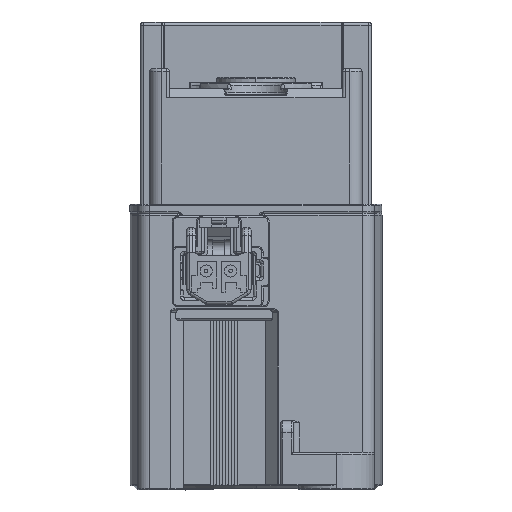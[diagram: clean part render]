
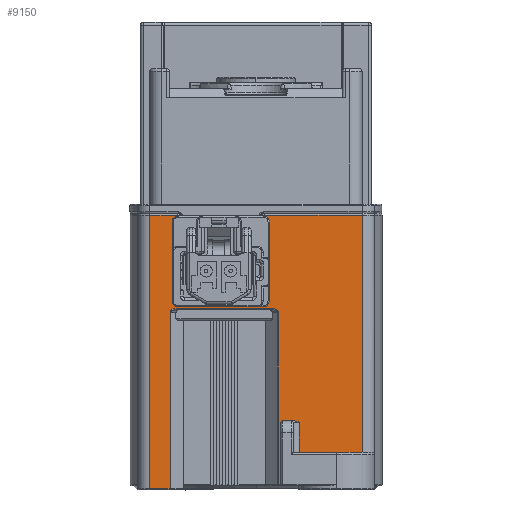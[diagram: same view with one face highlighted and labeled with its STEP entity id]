
A CAD part, left-side view. The second image highlights one B-rep face of the part: STEP entity #9150.
In plain terms, the highlighted planar face has unit normal (-1, 0, 0).
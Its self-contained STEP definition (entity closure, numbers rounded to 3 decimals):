
#1840=CARTESIAN_POINT('',(-25.898,12.967,44.1));
#1841=DIRECTION('',(-1.,0.,0.));
#1842=DIRECTION('',(0.,-1.,0.));
#1843=AXIS2_PLACEMENT_3D('',#1840,#1841,#1842);
#1845=CARTESIAN_POINT('',(-25.898,-1.433,44.1));
#1846=DIRECTION('',(-1.,0.,0.));
#1847=DIRECTION('',(0.,0.,1.));
#1848=AXIS2_PLACEMENT_3D('',#1845,#1846,#1847);
#1850=DIRECTION('',(0.,-1.,0.));
#1851=VECTOR('',#1850,10.4);
#1852=CARTESIAN_POINT('',(-25.898,-7.133,5.2));
#1853=LINE('',#1852,#1851);
#1854=CARTESIAN_POINT('',(-25.898,-6.302,10.4));
#1855=CARTESIAN_POINT('',(-25.898,-6.39,10.4));
#1856=CARTESIAN_POINT('',(-25.898,-6.568,
10.369));
#1857=CARTESIAN_POINT('',(-25.898,-6.846,
10.257));
#1858=CARTESIAN_POINT('',(-25.898,-7.034,
10.154));
#1859=CARTESIAN_POINT('',(-25.898,-7.133,10.1));
#1861=DIRECTION('',(0.,-1.,0.));
#1862=VECTOR('',#1861,1.869);
#1863=CARTESIAN_POINT('',(-25.898,-4.433,10.4));
#1864=LINE('',#1863,#1862);
#1865=CARTESIAN_POINT('',(-25.898,-4.433,10.1));
#1866=DIRECTION('',(1.,0.,0.));
#1867=DIRECTION('',(0.,1.,0.));
#1868=AXIS2_PLACEMENT_3D('',#1865,#1866,#1867);
#1870=DIRECTION('',(0.,0.,1.));
#1871=VECTOR('',#1870,10.2);
#1872=CARTESIAN_POINT('',(-25.898,-4.133,-0.1));
#1873=LINE('',#1872,#1871);
#1874=CARTESIAN_POINT('',(-25.898,14.15,28.2));
#1875=CARTESIAN_POINT('',(-25.898,14.159,28.245));
#1876=CARTESIAN_POINT('',(-25.898,14.149,28.341));
#1877=CARTESIAN_POINT('',(-25.898,13.986,28.607));
#1878=CARTESIAN_POINT('',(-25.898,13.877,28.689));
#1879=CARTESIAN_POINT('',(-25.898,13.653,28.816));
#1880=CARTESIAN_POINT('',(-25.898,13.452,28.877));
#1881=CARTESIAN_POINT('',(-25.898,13.263,28.897));
#1882=CARTESIAN_POINT('',(-25.898,13.16,28.9));
#1884=DIRECTION('',(0.,1.,0.));
#1885=VECTOR('',#1884,3.317);
#1886=CARTESIAN_POINT('',(-25.898,14.15,-0.8));
#1887=LINE('',#1886,#1885);
#2122=DIRECTION('',(0.,0.,-1.));
#2123=VECTOR('',#2122,29.);
#2124=CARTESIAN_POINT('',(-25.898,14.15,28.2));
#2125=LINE('',#2124,#2123);
#2141=DIRECTION('',(0.,1.,0.));
#2142=VECTOR('',#2141,15.886);
#2143=CARTESIAN_POINT('',(-25.898,-2.726,28.9));
#2144=LINE('',#2143,#2142);
#2154=CARTESIAN_POINT('',(-25.898,-3.716,28.2));
#2155=CARTESIAN_POINT('',(-25.898,-3.72,
28.256));
#2156=CARTESIAN_POINT('',(-25.898,-3.704,
28.369));
#2157=CARTESIAN_POINT('',(-25.898,-3.548,
28.608));
#2158=CARTESIAN_POINT('',(-25.898,-3.419,
28.705));
#2159=CARTESIAN_POINT('',(-25.898,-3.209,
28.822));
#2160=CARTESIAN_POINT('',(-25.898,-2.95,
28.889));
#2161=CARTESIAN_POINT('',(-25.898,-2.8,
28.902));
#2162=CARTESIAN_POINT('',(-25.898,-2.726,28.9));
#2169=DIRECTION('',(0.,0.,1.));
#2170=VECTOR('',#2169,28.3);
#2171=CARTESIAN_POINT('',(-25.898,-3.716,-0.1));
#2172=LINE('',#2171,#2170);
#2192=DIRECTION('',(0.,1.,0.));
#2193=VECTOR('',#2192,0.417);
#2194=CARTESIAN_POINT('',(-25.898,-4.133,-0.1));
#2195=LINE('',#2194,#2193);
#3240=DIRECTION('',(0.,0.,1.));
#3241=VECTOR('',#3240,4.9);
#3242=CARTESIAN_POINT('',(-25.898,-7.133,5.2));
#3243=LINE('',#3242,#3241);
#3253=DIRECTION('',(0.,0.,-1.));
#3254=VECTOR('',#3253,39.1);
#3255=CARTESIAN_POINT('',(-25.898,-17.533,44.3));
#3256=LINE('',#3255,#3254);
#3280=DIRECTION('',(0.,-1.,0.));
#3281=VECTOR('',#3280,16.1);
#3282=CARTESIAN_POINT('',(-25.898,-1.433,44.3));
#3283=LINE('',#3282,#3281);
#3299=DIRECTION('',(0.,0.,1.));
#3300=VECTOR('',#3299,13.1);
#3301=CARTESIAN_POINT('',(-25.898,-1.233,31.));
#3302=LINE('',#3301,#3300);
#3316=DIRECTION('',(0.,-1.,0.));
#3317=VECTOR('',#3316,14.);
#3318=CARTESIAN_POINT('',(-25.898,12.767,31.));
#3319=LINE('',#3318,#3317);
#3337=DIRECTION('',(0.,0.,-1.));
#3338=VECTOR('',#3337,13.1);
#3339=CARTESIAN_POINT('',(-25.898,12.767,44.1));
#3340=LINE('',#3339,#3338);
#5893=DIRECTION('',(0.,-1.,0.));
#5894=VECTOR('',#5893,4.5);
#5895=CARTESIAN_POINT('',(-25.898,17.467,44.3));
#5896=LINE('',#5895,#5894);
#5920=DIRECTION('',(0.,0.,1.));
#5921=VECTOR('',#5920,45.1);
#5922=CARTESIAN_POINT('',(-25.898,17.467,-0.8));
#5923=LINE('',#5922,#5921);
#7664=CARTESIAN_POINT('',(-25.898,17.467,44.3));
#7665=VERTEX_POINT('',#7664);
#7666=CARTESIAN_POINT('',(-25.898,12.967,44.3));
#7667=VERTEX_POINT('',#7666);
#7672=CARTESIAN_POINT('',(-25.898,-17.533,44.3));
#7673=VERTEX_POINT('',#7672);
#7674=CARTESIAN_POINT('',(-25.898,-1.433,44.3));
#7675=VERTEX_POINT('',#7674);
#7762=CARTESIAN_POINT('',(-25.898,-4.133,-0.1));
#7763=VERTEX_POINT('',#7762);
#7764=CARTESIAN_POINT('',(-25.898,-3.716,-0.1));
#7765=VERTEX_POINT('',#7764);
#8003=CARTESIAN_POINT('',(-25.898,12.767,44.1));
#8004=VERTEX_POINT('',#8003);
#8005=CARTESIAN_POINT('',(-25.898,14.15,-0.8));
#8006=CARTESIAN_POINT('',(-25.898,17.467,-0.8));
#8007=VERTEX_POINT('',#8005);
#8008=VERTEX_POINT('',#8006);
#8009=CARTESIAN_POINT('',(-25.898,14.15,28.2));
#8010=VERTEX_POINT('',#8009);
#8011=VERTEX_POINT('',#1882);
#8012=CARTESIAN_POINT('',(-25.898,-2.726,28.9));
#8013=VERTEX_POINT('',#8012);
#8014=VERTEX_POINT('',#2154);
#8015=CARTESIAN_POINT('',(-25.898,-4.133,10.1));
#8016=VERTEX_POINT('',#8015);
#8017=CARTESIAN_POINT('',(-25.898,-4.433,10.4));
#8018=VERTEX_POINT('',#8017);
#8019=CARTESIAN_POINT('',(-25.898,-6.302,10.4));
#8020=VERTEX_POINT('',#8019);
#8021=VERTEX_POINT('',#1859);
#8022=CARTESIAN_POINT('',(-25.898,-7.133,5.2));
#8023=VERTEX_POINT('',#8022);
#8024=CARTESIAN_POINT('',(-25.898,-17.533,5.2));
#8025=VERTEX_POINT('',#8024);
#8026=CARTESIAN_POINT('',(-25.898,-1.233,44.1));
#8027=VERTEX_POINT('',#8026);
#8028=CARTESIAN_POINT('',(-25.898,-1.233,31.));
#8029=VERTEX_POINT('',#8028);
#8030=CARTESIAN_POINT('',(-25.898,12.767,31.));
#8031=VERTEX_POINT('',#8030);
#9100=CARTESIAN_POINT('',(-25.898,19.467,44.6));
#9101=DIRECTION('',(1.,0.,0.));
#9102=DIRECTION('',(0.,1.,0.));
#9103=AXIS2_PLACEMENT_3D('',#9100,#9101,#9102);
#9104=PLANE('',#9103);
#9106=ORIENTED_EDGE('',*,*,#9105,.T.);
#9108=ORIENTED_EDGE('',*,*,#9107,.T.);
#9110=ORIENTED_EDGE('',*,*,#9109,.T.);
#9112=ORIENTED_EDGE('',*,*,#9111,.F.);
#9114=ORIENTED_EDGE('',*,*,#9113,.T.);
#9116=ORIENTED_EDGE('',*,*,#9115,.T.);
#9118=ORIENTED_EDGE('',*,*,#9117,.T.);
#9120=ORIENTED_EDGE('',*,*,#9119,.F.);
#9122=ORIENTED_EDGE('',*,*,#9121,.T.);
#9124=ORIENTED_EDGE('',*,*,#9123,.T.);
#9126=ORIENTED_EDGE('',*,*,#9125,.F.);
#9128=ORIENTED_EDGE('',*,*,#9127,.T.);
#9130=ORIENTED_EDGE('',*,*,#9129,.F.);
#9131=ORIENTED_EDGE('',*,*,#9088,.F.);
#9133=ORIENTED_EDGE('',*,*,#9132,.F.);
#9135=ORIENTED_EDGE('',*,*,#9134,.F.);
#9137=ORIENTED_EDGE('',*,*,#9136,.T.);
#9139=ORIENTED_EDGE('',*,*,#9138,.T.);
#9141=ORIENTED_EDGE('',*,*,#9140,.T.);
#9143=ORIENTED_EDGE('',*,*,#9142,.T.);
#9145=ORIENTED_EDGE('',*,*,#9144,.F.);
#9147=ORIENTED_EDGE('',*,*,#9146,.T.);
#9148=EDGE_LOOP('',(#9106,#9108,#9110,#9112,#9114,#9116,#9118,#9120,#9122,#9124,
#9126,#9128,#9130,#9131,#9133,#9135,#9137,#9139,#9141,#9143,#9145,#9147));
#9149=FACE_OUTER_BOUND('',#9148,.F.);
#9150=ADVANCED_FACE('',(#9149),#9104,.F.);
#1844=CIRCLE('',#1843,0.2);
#1849=CIRCLE('',#1848,0.2);
#1860=B_SPLINE_CURVE_WITH_KNOTS('',3,(#1854,#1855,#1856,#1857,#1858,#1859),
.UNSPECIFIED.,.F.,.F.,(4,1,1,4),(0.,0.333,0.667,1.),
.UNSPECIFIED.);
#1869=CIRCLE('',#1868,0.3);
#1883=B_SPLINE_CURVE_WITH_KNOTS('',3,(#1874,#1875,#1876,#1877,#1878,#1879,#1880,
#1881,#1882),.UNSPECIFIED.,.F.,.F.,(4,1,1,1,1,1,4),(0.,0.167,
0.333,0.5,0.667,0.833,1.),
.UNSPECIFIED.);
#2163=B_SPLINE_CURVE_WITH_KNOTS('',3,(#2154,#2155,#2156,#2157,#2158,#2159,#2160,
#2161,#2162),.UNSPECIFIED.,.F.,.F.,(4,1,1,1,1,1,4),(0.,0.167,
0.333,0.5,0.667,0.833,1.),
.UNSPECIFIED.);
#9088=EDGE_CURVE('',#8018,#8020,#1864,.T.);
#9105=EDGE_CURVE('',#8007,#8008,#1887,.T.);
#9107=EDGE_CURVE('',#8008,#7665,#5923,.T.);
#9109=EDGE_CURVE('',#7665,#7667,#5896,.T.);
#9111=EDGE_CURVE('',#8004,#7667,#1844,.T.);
#9113=EDGE_CURVE('',#8004,#8031,#3340,.T.);
#9115=EDGE_CURVE('',#8031,#8029,#3319,.T.);
#9117=EDGE_CURVE('',#8029,#8027,#3302,.T.);
#9119=EDGE_CURVE('',#7675,#8027,#1849,.T.);
#9121=EDGE_CURVE('',#7675,#7673,#3283,.T.);
#9123=EDGE_CURVE('',#7673,#8025,#3256,.T.);
#9125=EDGE_CURVE('',#8023,#8025,#1853,.T.);
#9127=EDGE_CURVE('',#8023,#8021,#3243,.T.);
#9129=EDGE_CURVE('',#8020,#8021,#1860,.T.);
#9132=EDGE_CURVE('',#8016,#8018,#1869,.T.);
#9134=EDGE_CURVE('',#7763,#8016,#1873,.T.);
#9136=EDGE_CURVE('',#7763,#7765,#2195,.T.);
#9138=EDGE_CURVE('',#7765,#8014,#2172,.T.);
#9140=EDGE_CURVE('',#8014,#8013,#2163,.T.);
#9142=EDGE_CURVE('',#8013,#8011,#2144,.T.);
#9144=EDGE_CURVE('',#8010,#8011,#1883,.T.);
#9146=EDGE_CURVE('',#8010,#8007,#2125,.T.);
